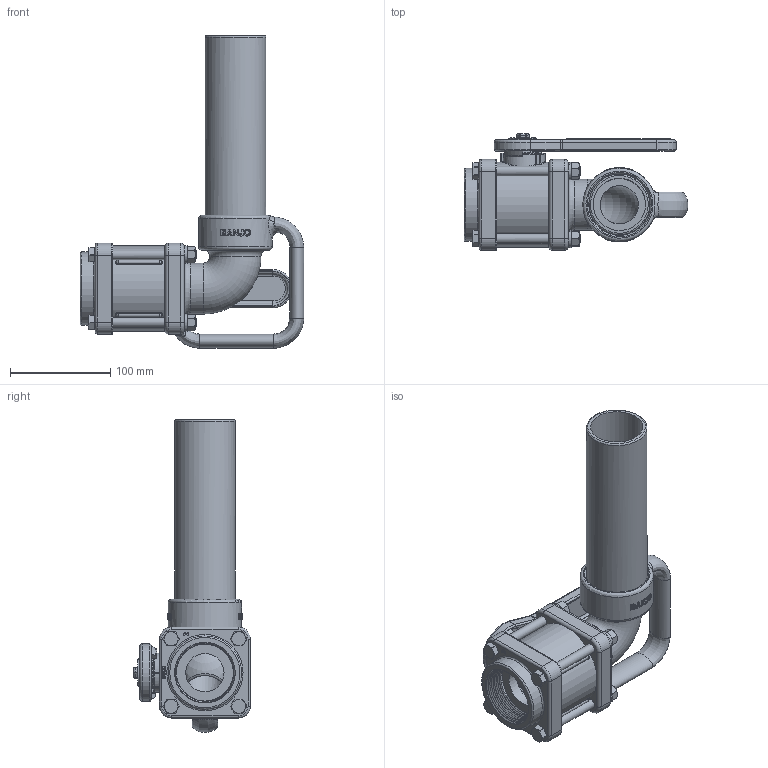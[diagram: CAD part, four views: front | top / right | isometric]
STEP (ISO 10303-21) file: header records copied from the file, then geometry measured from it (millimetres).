
FILE_DESCRIPTION((''),'2;1');
FILE_NAME('VA200.stp','2013-07-11T10:37:49',('mclevenger'),(''),'Autodesk Inventor 2013','Autodesk Inventor 2013','');
FILE_SCHEMA(('AUTOMOTIVE_DESIGN { 1 0 10303 214 1 1 1 1 }'));
Length unit declared in the file: inch
Products named in the file (23): VA200; V20254; V20256; VX20256; V20261; V20258A; V20258; V20017; V20018; V20019; V20020; V20021; V20151M; V20151; V20060; V20159; V20163; V20255A; V20255AM; V20255AX; V20264; V25165; V20152
Assembly tree (32 placements, depth 4):
  VA200
    V20254
    V20256
      VX20256
    V20261
    V20258A
    V20258
    V20017  x4
    V20018  x4
    V20019  x4
    V20020
    V20021
    V20151M
      V20151
      V20060
    V20159
    V20163
    V20255A
      V20255AM
        V20255AX
    V20264  x2
    V25165
    V20152
Bounding box: 222.49 x 116.1 x 311.14 mm (x, y, z)
Volume: 766101.5 mm3; surface area: 313459.1 mm2
Topology: 27 solids, 28 shells, 2059 faces, 5048 edges, 3148 vertices
Faces by surface type: plane 786, cylinder 507, cone 339, bspline 303, torus 116, sphere 5, revolution 3
Full cylindrical faces by diameter (mm): 4.978 x1, 7.144 x1, 8.236 x60, 9.525 x60, 10.312 x4, 10.338 x4, 12.7 x4, 19.05 x1, 19.075 x1, 19.304 x1, 23.495 x2, 23.813 x1, 24.13 x1, 25.4 x1, 31.75 x1, 31.877 x1, 32.512 x1, 38.1 x6, 39.776 x1, 41.046 x1, 44.856 x1, 50.8 x4, 50.876 x1, 51.054 x1, 52.07 x1, 57.404 x1, 58.166 x1, 60.452 x1, 72.898 x2, 79.121 x1
Entity records: 60493 total; most frequent: CARTESIAN_POINT 24443, ORIENTED_EDGE 7458, DIRECTION 6655, EDGE_CURVE 3729, VERTEX_POINT 2451, AXIS2_PLACEMENT_3D 2354, VECTOR 1944, LINE 1944
